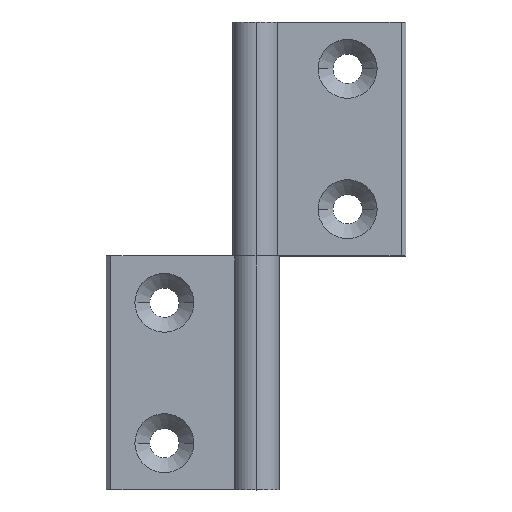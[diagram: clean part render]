
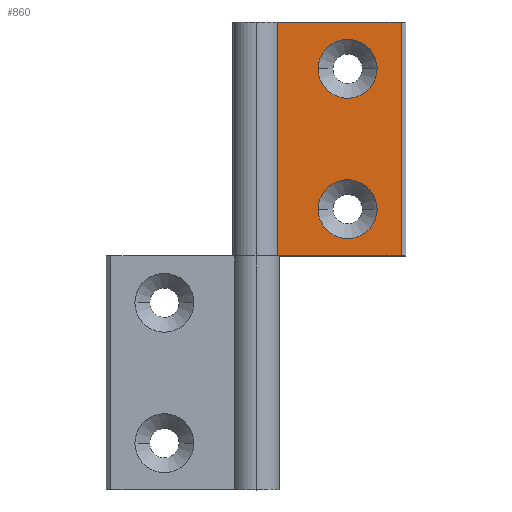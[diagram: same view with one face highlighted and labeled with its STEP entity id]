
A CAD part, top view. The second image highlights one B-rep face of the part: STEP entity #860.
In plain terms, the highlighted planar face has unit normal (0, 0, 1).
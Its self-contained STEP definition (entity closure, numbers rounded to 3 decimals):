
#29 = DIRECTION ( 'NONE',  ( -1., 0., 0. ) ) ;
#43 = CARTESIAN_POINT ( 'NONE',  ( 13.283, 35., 2. ) ) ;
#48 = EDGE_LOOP ( 'NONE', ( #207, #1207, #923, #876 ) ) ;
#69 = CARTESIAN_POINT ( 'NONE',  ( 31., 25., 2. ) ) ;
#76 = DIRECTION ( 'NONE',  ( 1., 0., 0. ) ) ;
#89 = CIRCLE ( 'NONE', #402, 6.3 ) ;
#129 = DIRECTION ( 'NONE',  ( 0., 0., 1. ) ) ;
#131 = EDGE_CURVE ( 'NONE', #379, #1280, #1107, .T. ) ;
#147 = ORIENTED_EDGE ( 'NONE', *, *, #721, .F. ) ;
#199 = CARTESIAN_POINT ( 'NONE',  ( 19.583, 35., 2. ) ) ;
#207 = ORIENTED_EDGE ( 'NONE', *, *, #498, .T. ) ;
#210 = EDGE_CURVE ( 'NONE', #1255, #475, #1068, .T. ) ;
#211 = CARTESIAN_POINT ( 'NONE',  ( 31., 25., 2. ) ) ;
#238 = EDGE_LOOP ( 'NONE', ( #147, #378 ) ) ;
#252 = CARTESIAN_POINT ( 'NONE',  ( 19.583, 35., 2. ) ) ;
#267 = VERTEX_POINT ( 'NONE', #698 ) ;
#301 = VERTEX_POINT ( 'NONE', #1088 ) ;
#307 = LINE ( 'NONE', #1103, #534 ) ;
#324 = DIRECTION ( 'NONE',  ( -1., 0., 0. ) ) ;
#346 = VECTOR ( 'NONE', #1001, 1000. ) ;
#357 = DIRECTION ( 'NONE',  ( 0., 0., 1. ) ) ;
#376 = CARTESIAN_POINT ( 'NONE',  ( 19.583, 65., 2. ) ) ;
#377 = AXIS2_PLACEMENT_3D ( 'NONE', #252, #357, #1070 ) ;
#378 = ORIENTED_EDGE ( 'NONE', *, *, #457, .F. ) ;
#379 = VERTEX_POINT ( 'NONE', #211 ) ;
#385 = VERTEX_POINT ( 'NONE', #510 ) ;
#402 = AXIS2_PLACEMENT_3D ( 'NONE', #421, #129, #1121 ) ;
#421 = CARTESIAN_POINT ( 'NONE',  ( 19.583, 65., 2. ) ) ;
#422 = EDGE_CURVE ( 'NONE', #385, #267, #307, .T. ) ;
#436 = DIRECTION ( 'NONE',  ( -1., 0., 0. ) ) ;
#448 = FACE_BOUND ( 'NONE', #238, .T. ) ;
#457 = EDGE_CURVE ( 'NONE', #301, #1000, #89, .T. ) ;
#464 = FACE_BOUND ( 'NONE', #774, .T. ) ;
#473 = DIRECTION ( 'NONE',  ( 0., 0., -1. ) ) ;
#475 = VERTEX_POINT ( 'NONE', #43 ) ;
#498 = EDGE_CURVE ( 'NONE', #1280, #267, #1125, .T. ) ;
#510 = CARTESIAN_POINT ( 'NONE',  ( 4.583, 25., 2. ) ) ;
#531 = AXIS2_PLACEMENT_3D ( 'NONE', #69, #473, #76 ) ;
#533 = CARTESIAN_POINT ( 'NONE',  ( 31., 75., 2. ) ) ;
#534 = VECTOR ( 'NONE', #703, 1000. ) ;
#544 = DIRECTION ( 'NONE',  ( 0., 0., 1. ) ) ;
#577 = ORIENTED_EDGE ( 'NONE', *, *, #1053, .F. ) ;
#630 = AXIS2_PLACEMENT_3D ( 'NONE', #199, #705, #324 ) ;
#689 = CARTESIAN_POINT ( 'NONE',  ( 31., 25., 2. ) ) ;
#698 = CARTESIAN_POINT ( 'NONE',  ( 4.583, 75., 2. ) ) ;
#703 = DIRECTION ( 'NONE',  ( 0., 1., 0. ) ) ;
#705 = DIRECTION ( 'NONE',  ( 0., 0., 1. ) ) ;
#721 = EDGE_CURVE ( 'NONE', #1000, #301, #844, .T. ) ;
#774 = EDGE_LOOP ( 'NONE', ( #577, #795 ) ) ;
#795 = ORIENTED_EDGE ( 'NONE', *, *, #210, .F. ) ;
#805 = CARTESIAN_POINT ( 'NONE',  ( 25.883, 35., 2. ) ) ;
#843 = PLANE ( 'NONE',  #531 ) ;
#844 = CIRCLE ( 'NONE', #1048, 6.3 ) ;
#857 = FACE_OUTER_BOUND ( 'NONE', #48, .T. ) ;
#860 = ADVANCED_FACE ( 'NONE', ( #464, #448, #857 ), #843, .F. ) ;
#876 = ORIENTED_EDGE ( 'NONE', *, *, #131, .T. ) ;
#923 = ORIENTED_EDGE ( 'NONE', *, *, #1061, .F. ) ;
#932 = DIRECTION ( 'NONE',  ( -1., 0., 0. ) ) ;
#944 = CIRCLE ( 'NONE', #377, 6.3 ) ;
#979 = CARTESIAN_POINT ( 'NONE',  ( 13.283, 65., 2. ) ) ;
#981 = VECTOR ( 'NONE', #29, 1000. ) ;
#1000 = VERTEX_POINT ( 'NONE', #979 ) ;
#1001 = DIRECTION ( 'NONE',  ( 0., 1., 0. ) ) ;
#1048 = AXIS2_PLACEMENT_3D ( 'NONE', #376, #544, #932 ) ;
#1053 = EDGE_CURVE ( 'NONE', #475, #1255, #944, .T. ) ;
#1061 = EDGE_CURVE ( 'NONE', #379, #385, #1156, .T. ) ;
#1068 = CIRCLE ( 'NONE', #630, 6.3 ) ;
#1070 = DIRECTION ( 'NONE',  ( -1., 0., 0. ) ) ;
#1088 = CARTESIAN_POINT ( 'NONE',  ( 25.883, 65., 2. ) ) ;
#1096 = CARTESIAN_POINT ( 'NONE',  ( 31., 75., 2. ) ) ;
#1103 = CARTESIAN_POINT ( 'NONE',  ( 4.583, 25., 2. ) ) ;
#1107 = LINE ( 'NONE', #689, #346 ) ;
#1111 = VECTOR ( 'NONE', #436, 1000. ) ;
#1121 = DIRECTION ( 'NONE',  ( -1., 0., 0. ) ) ;
#1125 = LINE ( 'NONE', #533, #981 ) ;
#1156 = LINE ( 'NONE', #1161, #1111 ) ;
#1161 = CARTESIAN_POINT ( 'NONE',  ( 31., 25., 2. ) ) ;
#1207 = ORIENTED_EDGE ( 'NONE', *, *, #422, .F. ) ;
#1255 = VERTEX_POINT ( 'NONE', #805 ) ;
#1280 = VERTEX_POINT ( 'NONE', #1096 ) ;
